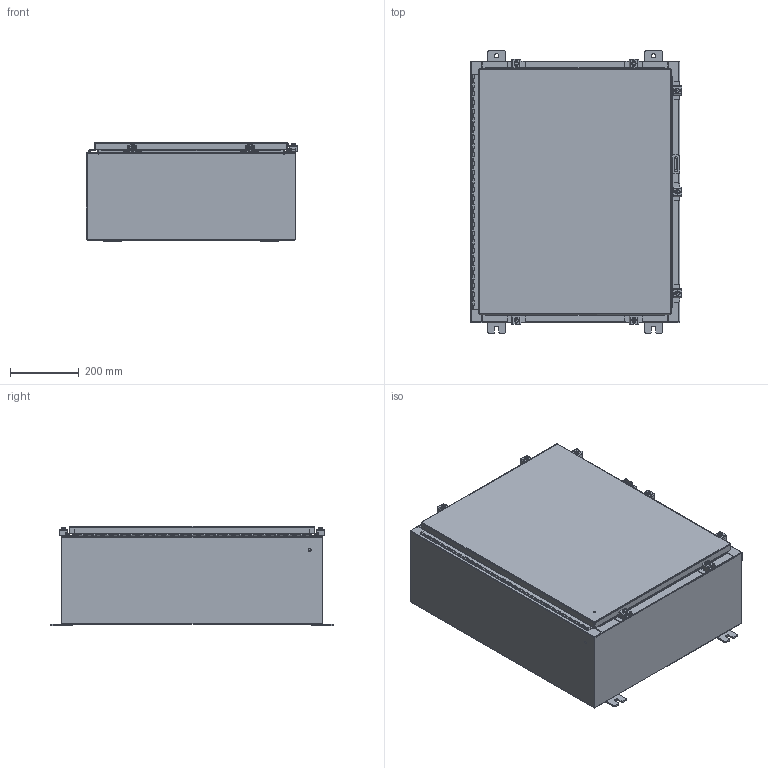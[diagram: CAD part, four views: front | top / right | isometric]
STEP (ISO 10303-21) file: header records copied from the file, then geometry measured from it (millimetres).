
FILE_DESCRIPTION (( 'STEP AP203' ), '1' );
FILE_NAME ('N30H2410SS6WP.STEP', '2013-08-07T21:41:34', ( 'changeme' ), ( 'Microsoft' ), 'SwSTEP 2.0', 'SolidWorks 2013', '' );
FILE_SCHEMA (( 'CONFIG_CONTROL_DESIGN' ));
Length unit declared in the file: inch
Products named in the file (20): N30H2410SS6WP Clamp Top; N30H2410SS6WP Hinge Cover Side; N30H2410SS6WP; N30H2410SS6WP Top; N30H2410SS6WP Body; N30H2410SS6WP Backpanel; N30H2410SS6WP Bottom; N30H2410SS6WP Clamp Bracket; N30H2410SS6WP Padlock Staple; N30H2410SS6WP Mounting Studs; N30H2410SS6WP 22101002; N30H2410SS6WP Cover; N30H2410SS6WP 125 Pin Hinge; N30H2410SS6WP Hinge Enclosure Side2; N30H2410SS6WP Standard Clamps; N30H2410SS6WP 22104005_DEFAULT; N30H2410SS6WP Padlock Hasp; N30H2410SS6WP Mounting Feet; N30H2410SS6WP Clamp Assembly; Quarter-20 CD Stud
Assembly tree (33 placements, depth 4):
  N30H2410SS6WP
    N30H2410SS6WP Backpanel
    N30H2410SS6WP Mounting Studs  x4
    N30H2410SS6WP 125 Pin Hinge
      N30H2410SS6WP Hinge Enclosure Side2
      N30H2410SS6WP Hinge Cover Side
    N30H2410SS6WP Mounting Feet  x4
    Quarter-20 CD Stud  x2
    N30H2410SS6WP Padlock Staple
    N30H2410SS6WP Padlock Hasp
    N30H2410SS6WP Standard Clamps  x7
      N30H2410SS6WP Clamp Bracket
      N30H2410SS6WP Clamp Assembly
        N30H2410SS6WP 22101002  x2
        N30H2410SS6WP 22104005_DEFAULT
        N30H2410SS6WP Clamp Top
    N30H2410SS6WP Cover
    N30H2410SS6WP Body
    N30H2410SS6WP Bottom
    N30H2410SS6WP Top
Bounding box: 614.95 x 825.5 x 289.27 mm (x, y, z)
Volume: 4603357.9 mm3; surface area: 4548705.7 mm2
Topology: 54 solids, 54 shells, 2016 faces, 5070 edges, 3190 vertices
Faces by surface type: plane 1062, cylinder 838, torus 54, cone 54, bspline 8
Entity records: 37892 total; most frequent: CARTESIAN_POINT 6547, DIRECTION 6298, ORIENTED_EDGE 5904, EDGE_CURVE 2952, AXIS2_PLACEMENT_3D 2191, VECTOR 1916, LINE 1916, VERTEX_POINT 1818
